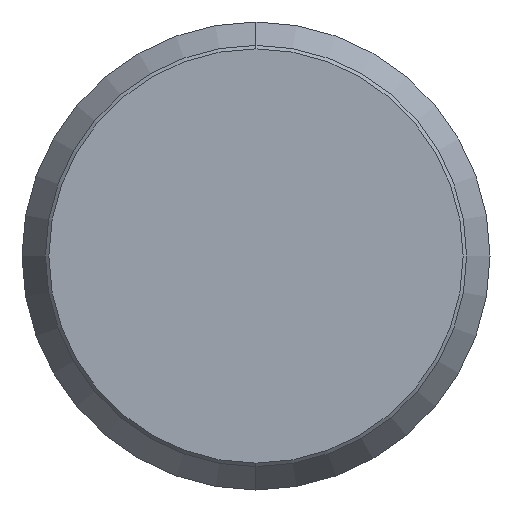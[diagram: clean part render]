
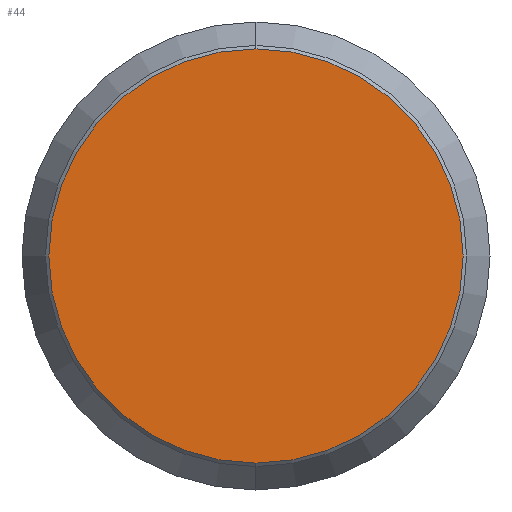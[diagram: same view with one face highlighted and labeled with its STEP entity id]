
A CAD part, left-side view. The second image highlights one B-rep face of the part: STEP entity #44.
In plain terms, the highlighted planar face has unit normal (-1, 0, 0).
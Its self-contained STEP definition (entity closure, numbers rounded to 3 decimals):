
#41 = CIRCLE ( 'NONE', #282, 17.7 ) ;
#44 = ADVANCED_FACE ( 'NONE', ( #201 ), #481, .F. ) ;
#80 = EDGE_LOOP ( 'NONE', ( #448, #325 ) ) ;
#127 = CARTESIAN_POINT ( 'NONE',  ( 0., 0., 0. ) ) ;
#131 = VERTEX_POINT ( 'NONE', #299 ) ;
#133 = DIRECTION ( 'NONE',  ( -1., 0., 0. ) ) ;
#178 = AXIS2_PLACEMENT_3D ( 'NONE', #347, #133, #181 ) ;
#181 = DIRECTION ( 'NONE',  ( 0., 0., 1. ) ) ;
#201 = FACE_OUTER_BOUND ( 'NONE', #80, .T. ) ;
#204 = EDGE_CURVE ( 'NONE', #131, #437, #41, .T. ) ;
#229 = CARTESIAN_POINT ( 'NONE',  ( 0., 0., -17.7 ) ) ;
#265 = EDGE_CURVE ( 'NONE', #437, #131, #434, .T. ) ;
#282 = AXIS2_PLACEMENT_3D ( 'NONE', #341, #385, #496 ) ;
#299 = CARTESIAN_POINT ( 'NONE',  ( 0., 0., 17.7 ) ) ;
#325 = ORIENTED_EDGE ( 'NONE', *, *, #204, .T. ) ;
#330 = DIRECTION ( 'NONE',  ( 0., 0., -1. ) ) ;
#341 = CARTESIAN_POINT ( 'NONE',  ( 0., 0., 0. ) ) ;
#347 = CARTESIAN_POINT ( 'NONE',  ( 0., 0., 0. ) ) ;
#359 = AXIS2_PLACEMENT_3D ( 'NONE', #127, #446, #330 ) ;
#385 = DIRECTION ( 'NONE',  ( -1., 0., 0. ) ) ;
#434 = CIRCLE ( 'NONE', #178, 17.7 ) ;
#437 = VERTEX_POINT ( 'NONE', #229 ) ;
#446 = DIRECTION ( 'NONE',  ( 1., 0., 0. ) ) ;
#448 = ORIENTED_EDGE ( 'NONE', *, *, #265, .T. ) ;
#481 = PLANE ( 'NONE',  #359 ) ;
#496 = DIRECTION ( 'NONE',  ( 0., 0., 1. ) ) ;
